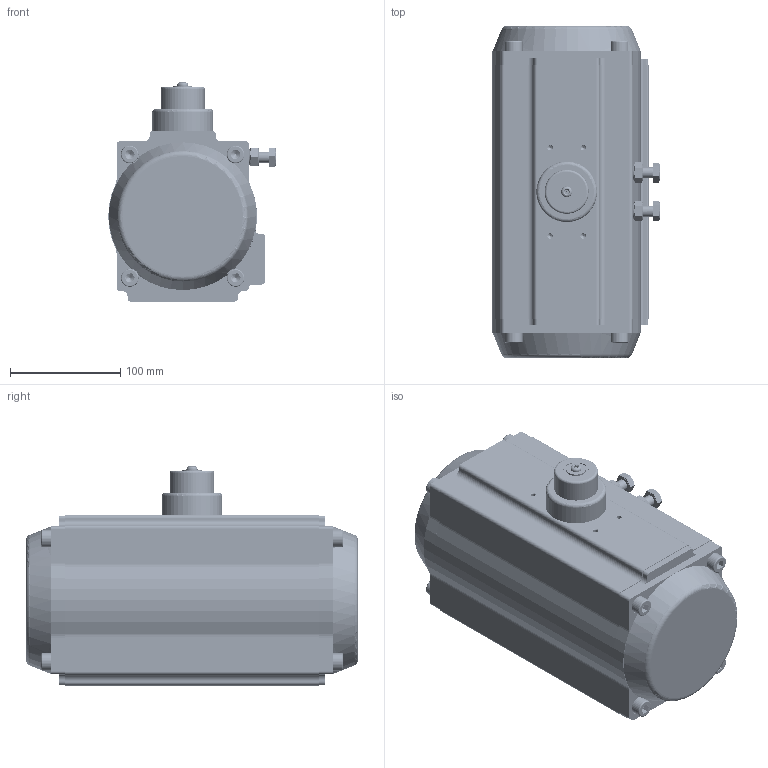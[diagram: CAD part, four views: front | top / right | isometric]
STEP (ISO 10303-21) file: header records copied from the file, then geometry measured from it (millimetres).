
FILE_DESCRIPTION(/* description */ (''),/* implementation_level */ '2;1');
FILE_NAME(/* name */ 'C-125SR12.step',/* time_stamp */ '2025-12-25T15:12:49+08:00',/* author */ (''),/* organization */ (''),/* preprocessor_version */ 'ST-DEVELOPER v16',/* originating_system */ 'SIEMENS PLM Software NX 10.0',/* authorisation */ '');
FILE_SCHEMA (('AUTOMOTIVE_DESIGN { 1 0 10303 214 3 1 1 1 }'));
Products named in the file (34): Spring-01; Spring-02; Spring-03; Indicator-125; Stop screw; Nut-stop screw; C-125-01-L; Plug; O-ring adjust screw; Nut adjust screw; Adjust screw; End-cap screw; O-ring end cap; Inside washer; Outside washer; O-ring piston; O-ring-pinion top; O-ring-pinion bottom; Thrust washer; Bearing-pinion bottom; Bearing-pinion top; Bearing-piston; Guide Piston-C-125; C-125-08; Circlip; C-125-03; C-125-04; C-125-01-R; C-125-01; 金属条指示器92-105; 指示器垫片; 指示器螺钉; Spring-125_MODEL; C-125-00
Assembly tree (63 placements, depth 3):
  C-125-00
    指示器螺钉
    指示器垫片
    金属条指示器92-105
    C-125-01
    C-125-01-R
    C-125-04
    C-125-03  x2
    Circlip
    C-125-08
    Guide Piston-C-125  x2
    Bearing-piston  x2
    Bearing-pinion top
    Bearing-pinion bottom
    Thrust washer
    O-ring-pinion bottom
    O-ring-pinion top
    O-ring piston  x2
    Outside washer
    Inside washer
    O-ring end cap  x2
    End-cap screw  x8
    Adjust screw  x2
    Nut adjust screw  x2
    O-ring adjust screw  x2
    Plug  x2
    C-125-01-L
    Nut-stop screw  x2
    Stop screw  x2
    Spring-125_MODEL  x12
      Spring-03
      Spring-02
      Spring-01
    Indicator-125
Bounding box: 151.96 x 301 x 198.9 mm (x, y, z)
Volume: 3243437.5 mm3; surface area: 1027475.6 mm2
Topology: 121 solids, 121 shells, 2597 faces, 6441 edges, 4224 vertices
Faces by surface type: plane 1092, cylinder 997, cone 201, torus 167, extrusion 80, bspline 60
Full cylindrical faces by diameter (mm): 2.5 x2, 4.2 x8, 5 x1, 6 x17, 6.5 x1, 6.8 x4, 8 x1, 8.374 x10, 8.376 x14, 8.5 x16, 8.645 x2, 8.647 x2, 9 x4, 10 x29, 10.001 x4, 11 x8, 12 x36, 12.1 x2, 16 x34, 17 x8, 17.8 x1, 18 x24, 22.8 x1, 24.4 x24, 27 x1, 31 x24, 31.3 x1, 31.4 x3, 32 x25, 35 x8
Entity records: 64465 total; most frequent: CARTESIAN_POINT 25027, DIRECTION 7953, ORIENTED_EDGE 7676, EDGE_CURVE 3838, AXIS2_PLACEMENT_3D 3045, VERTEX_POINT 2692, EDGE_LOOP 2022, VECTOR 1863
